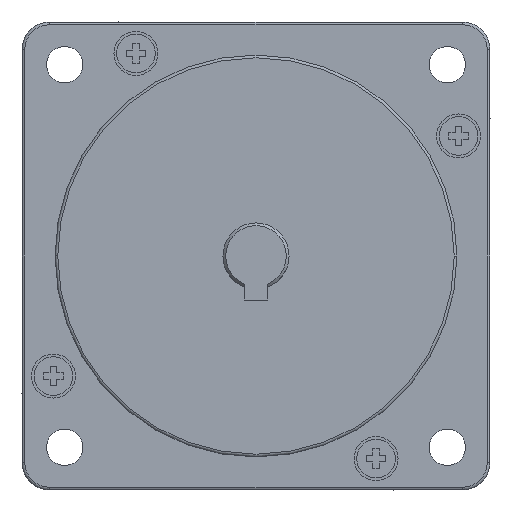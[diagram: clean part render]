
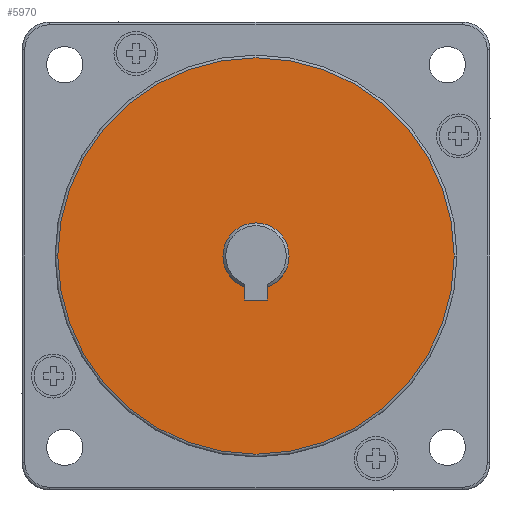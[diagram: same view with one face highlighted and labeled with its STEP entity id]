
A CAD part, left-side view. The second image highlights one B-rep face of the part: STEP entity #5970.
In plain terms, the highlighted planar face has unit normal (-1, 0, 0).
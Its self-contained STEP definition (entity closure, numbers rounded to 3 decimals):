
#1705=CARTESIAN_POINT('',(-2.,0.,0.));
#1706=DIRECTION('',(-1.,0.,0.));
#1707=DIRECTION('',(0.,1.,0.));
#1708=AXIS2_PLACEMENT_3D('',#1705,#1706,#1707);
#1710=CARTESIAN_POINT('',(-2.,0.,0.));
#1711=DIRECTION('',(-1.,0.,0.));
#1712=DIRECTION('',(0.,-1.,0.));
#1713=AXIS2_PLACEMENT_3D('',#1710,#1711,#1712);
#1715=CARTESIAN_POINT('',(-2.,0.,0.));
#1716=DIRECTION('',(-1.,0.,0.));
#1717=DIRECTION('',(0.,-1.,0.));
#1718=AXIS2_PLACEMENT_3D('',#1715,#1716,#1717);
#1720=CARTESIAN_POINT('',(-2.,0.,0.));
#1721=DIRECTION('',(-1.,0.,0.));
#1722=DIRECTION('',(0.,1.,0.));
#1723=AXIS2_PLACEMENT_3D('',#1720,#1721,#1722);
#2634=CARTESIAN_POINT('',(-2.,6.,0.));
#2635=CARTESIAN_POINT('',(-2.,-6.,0.));
#2636=VERTEX_POINT('',#2634);
#2637=VERTEX_POINT('',#2635);
#2638=CARTESIAN_POINT('',(-2.,-36.,0.));
#2639=CARTESIAN_POINT('',(-2.,36.,0.));
#2640=VERTEX_POINT('',#2638);
#2641=VERTEX_POINT('',#2639);
#5954=CARTESIAN_POINT('',(-2.,0.,0.));
#5955=DIRECTION('',(-1.,0.,0.));
#5956=DIRECTION('',(0.,1.,0.));
#5957=AXIS2_PLACEMENT_3D('',#5954,#5955,#5956);
#5958=PLANE('',#5957);
#5960=ORIENTED_EDGE('',*,*,#5959,.F.);
#5961=ORIENTED_EDGE('',*,*,#5944,.F.);
#5962=EDGE_LOOP('',(#5960,#5961));
#5963=FACE_OUTER_BOUND('',#5962,.F.);
#5965=ORIENTED_EDGE('',*,*,#5964,.T.);
#5967=ORIENTED_EDGE('',*,*,#5966,.T.);
#5968=EDGE_LOOP('',(#5965,#5967));
#5969=FACE_BOUND('',#5968,.F.);
#1709=CIRCLE('',#1708,6.);
#1714=CIRCLE('',#1713,6.);
#1719=CIRCLE('',#1718,36.);
#1724=CIRCLE('',#1723,36.);
#5944=EDGE_CURVE('',#2641,#2640,#1724,.T.);
#5959=EDGE_CURVE('',#2640,#2641,#1719,.T.);
#5964=EDGE_CURVE('',#2636,#2637,#1709,.T.);
#5966=EDGE_CURVE('',#2637,#2636,#1714,.T.);
#5970=ADVANCED_FACE('',(#5963,#5969),#5958,.T.);
